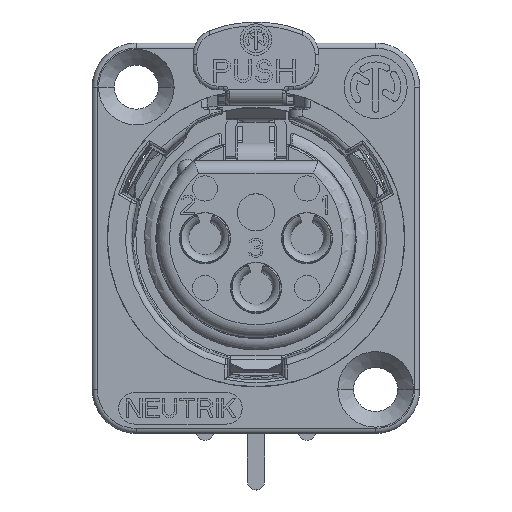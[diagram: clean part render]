
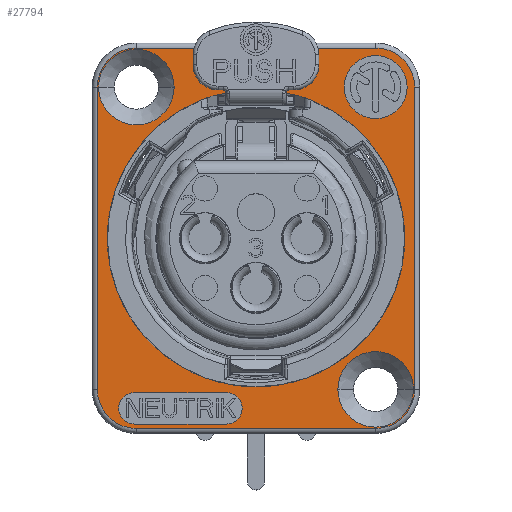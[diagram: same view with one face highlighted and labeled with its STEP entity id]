
A CAD part, top view. The second image highlights one B-rep face of the part: STEP entity #27794.
In plain terms, the highlighted planar face has unit normal (0, 0, 1).
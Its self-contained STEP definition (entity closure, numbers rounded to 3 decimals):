
#2523=CARTESIAN_POINT('',(-9.65,-13.5,0.));
#2524=DIRECTION('',(0.,0.,1.));
#2525=DIRECTION('',(0.,1.,0.));
#2526=AXIS2_PLACEMENT_3D('',#2523,#2524,#2525);
#2528=DIRECTION('',(1.,0.,0.));
#2529=VECTOR('',#2528,7.3);
#2530=CARTESIAN_POINT('',(-9.65,-14.75,0.));
#2531=LINE('',#2530,#2529);
#2532=CARTESIAN_POINT('',(-2.35,-13.5,0.));
#2533=DIRECTION('',(0.,0.,1.));
#2534=DIRECTION('',(0.,-1.,0.));
#2535=AXIS2_PLACEMENT_3D('',#2532,#2533,#2534);
#2537=DIRECTION('',(-1.,0.,0.));
#2538=VECTOR('',#2537,7.3);
#2539=CARTESIAN_POINT('',(-2.35,-12.25,0.));
#2540=LINE('',#2539,#2538);
#2541=CARTESIAN_POINT('',(9.5,12.,0.));
#2542=DIRECTION('',(0.,0.,1.));
#2543=DIRECTION('',(1.,0.,0.));
#2544=AXIS2_PLACEMENT_3D('',#2541,#2542,#2543);
#2546=CARTESIAN_POINT('',(9.5,12.,0.));
#2547=DIRECTION('',(0.,0.,1.));
#2548=DIRECTION('',(-1.,0.,0.));
#2549=AXIS2_PLACEMENT_3D('',#2546,#2547,#2548);
#2551=CARTESIAN_POINT('',(-9.5,12.,0.));
#2552=DIRECTION('',(0.,0.,1.));
#2553=DIRECTION('',(-1.,0.,0.));
#2554=AXIS2_PLACEMENT_3D('',#2551,#2552,#2553);
#2556=CARTESIAN_POINT('',(-9.5,12.,0.));
#2557=DIRECTION('',(0.,0.,1.));
#2558=DIRECTION('',(1.,0.,0.));
#2559=AXIS2_PLACEMENT_3D('',#2556,#2557,#2558);
#2561=CARTESIAN_POINT('',(9.5,-12.,0.));
#2562=DIRECTION('',(0.,0.,1.));
#2563=DIRECTION('',(-1.,0.,0.));
#2564=AXIS2_PLACEMENT_3D('',#2561,#2562,#2563);
#2566=CARTESIAN_POINT('',(9.5,-12.,0.));
#2567=DIRECTION('',(0.,0.,1.));
#2568=DIRECTION('',(1.,0.,0.));
#2569=AXIS2_PLACEMENT_3D('',#2566,#2567,#2568);
#2571=CARTESIAN_POINT('',(0.,0.,0.));
#2572=DIRECTION('',(0.,0.,1.));
#2573=DIRECTION('',(0.273,0.962,0.));
#2574=AXIS2_PLACEMENT_3D('',#2571,#2572,#2573);
#2576=CARTESIAN_POINT('',(9.5,12.,0.));
#2577=DIRECTION('',(0.,0.,1.));
#2578=DIRECTION('',(1.,0.,0.));
#2579=AXIS2_PLACEMENT_3D('',#2576,#2577,#2578);
#2581=DIRECTION('',(0.,1.,0.));
#2582=VECTOR('',#2581,24.);
#2583=CARTESIAN_POINT('',(12.6,-12.,0.));
#2584=LINE('',#2583,#2582);
#2585=CARTESIAN_POINT('',(9.5,-12.,0.));
#2586=DIRECTION('',(0.,0.,1.));
#2587=DIRECTION('',(0.,-1.,0.));
#2588=AXIS2_PLACEMENT_3D('',#2585,#2586,#2587);
#2590=DIRECTION('',(1.,0.,0.));
#2591=VECTOR('',#2590,19.);
#2592=CARTESIAN_POINT('',(-9.5,-15.1,0.));
#2593=LINE('',#2592,#2591);
#2594=CARTESIAN_POINT('',(-9.5,-12.,0.));
#2595=DIRECTION('',(0.,0.,1.));
#2596=DIRECTION('',(-1.,0.,0.));
#2597=AXIS2_PLACEMENT_3D('',#2594,#2595,#2596);
#2599=DIRECTION('',(0.,-1.,0.));
#2600=VECTOR('',#2599,24.);
#2601=CARTESIAN_POINT('',(-12.6,12.,0.));
#2602=LINE('',#2601,#2600);
#2603=CARTESIAN_POINT('',(-9.5,12.,0.));
#2604=DIRECTION('',(0.,0.,1.));
#2605=DIRECTION('',(0.,1.,0.));
#2606=AXIS2_PLACEMENT_3D('',#2603,#2604,#2605);
#2608=DIRECTION('',(-1.,0.,0.));
#2609=VECTOR('',#2608,19.);
#2610=CARTESIAN_POINT('',(9.5,15.1,0.));
#2611=LINE('',#2610,#2609);
#14365=CARTESIAN_POINT('',(0.,0.,0.));
#14366=DIRECTION('',(0.,0.,-1.));
#14367=DIRECTION('',(0.273,0.962,0.));
#14368=AXIS2_PLACEMENT_3D('',#14365,#14366,#14367);
#14370=CARTESIAN_POINT('',(-3.227,11.35,
0.));
#14407=CARTESIAN_POINT('',(3.227,11.35,
0.));
#19537=CARTESIAN_POINT('',(12.6,12.,0.));
#19538=CARTESIAN_POINT('',(9.5,15.1,0.));
#19539=VERTEX_POINT('',#19537);
#19540=VERTEX_POINT('',#19538);
#19545=CARTESIAN_POINT('',(-9.5,15.1,0.));
#19546=VERTEX_POINT('',#19545);
#19549=CARTESIAN_POINT('',(-12.6,12.,0.));
#19550=VERTEX_POINT('',#19549);
#19553=CARTESIAN_POINT('',(-12.6,-12.,0.));
#19554=VERTEX_POINT('',#19553);
#19557=CARTESIAN_POINT('',(-9.5,-15.1,0.));
#19558=VERTEX_POINT('',#19557);
#19561=CARTESIAN_POINT('',(9.5,-15.1,0.));
#19562=VERTEX_POINT('',#19561);
#19565=CARTESIAN_POINT('',(12.6,-12.,0.));
#19566=VERTEX_POINT('',#19565);
#19665=CARTESIAN_POINT('',(-9.65,-12.25,0.));
#19666=CARTESIAN_POINT('',(-9.65,-14.75,0.));
#19667=VERTEX_POINT('',#19665);
#19668=VERTEX_POINT('',#19666);
#19669=CARTESIAN_POINT('',(-2.35,-14.75,0.));
#19670=VERTEX_POINT('',#19669);
#19671=CARTESIAN_POINT('',(-2.35,-12.25,0.));
#19672=VERTEX_POINT('',#19671);
#21263=CARTESIAN_POINT('',(-12.5,12.,0.));
#21264=CARTESIAN_POINT('',(-6.5,12.,0.));
#21265=VERTEX_POINT('',#21263);
#21266=VERTEX_POINT('',#21264);
#21267=CARTESIAN_POINT('',(6.5,-12.,0.));
#21268=CARTESIAN_POINT('',(12.5,-12.,0.));
#21269=VERTEX_POINT('',#21267);
#21270=VERTEX_POINT('',#21268);
#21275=CARTESIAN_POINT('',(12.,12.,0.));
#21276=CARTESIAN_POINT('',(7.,12.,0.));
#21277=VERTEX_POINT('',#21275);
#21278=VERTEX_POINT('',#21276);
#21301=VERTEX_POINT('',#14370);
#21304=VERTEX_POINT('',#14407);
#27738=CARTESIAN_POINT('',(0.,0.,0.));
#27739=DIRECTION('',(0.,0.,1.));
#27740=DIRECTION('',(1.,0.,0.));
#27741=AXIS2_PLACEMENT_3D('',#27738,#27739,#27740);
#27742=PLANE('',#27741);
#27744=ORIENTED_EDGE('',*,*,#27743,.F.);
#27746=ORIENTED_EDGE('',*,*,#27745,.F.);
#27748=ORIENTED_EDGE('',*,*,#27747,.F.);
#27750=ORIENTED_EDGE('',*,*,#27749,.F.);
#27752=ORIENTED_EDGE('',*,*,#27751,.F.);
#27754=ORIENTED_EDGE('',*,*,#27753,.F.);
#27756=ORIENTED_EDGE('',*,*,#27755,.F.);
#27758=ORIENTED_EDGE('',*,*,#27757,.F.);
#27759=EDGE_LOOP('',(#27744,#27746,#27748,#27750,#27752,#27754,#27756,#27758));
#27760=FACE_OUTER_BOUND('',#27759,.F.);
#27762=ORIENTED_EDGE('',*,*,#27761,.T.);
#27764=ORIENTED_EDGE('',*,*,#27763,.T.);
#27765=EDGE_LOOP('',(#27762,#27764));
#27766=FACE_BOUND('',#27765,.F.);
#27768=ORIENTED_EDGE('',*,*,#27767,.T.);
#27770=ORIENTED_EDGE('',*,*,#27769,.T.);
#27771=EDGE_LOOP('',(#27768,#27770));
#27772=FACE_BOUND('',#27771,.F.);
#27774=ORIENTED_EDGE('',*,*,#27773,.T.);
#27776=ORIENTED_EDGE('',*,*,#27775,.T.);
#27777=EDGE_LOOP('',(#27774,#27776));
#27778=FACE_BOUND('',#27777,.F.);
#27780=ORIENTED_EDGE('',*,*,#27779,.F.);
#27781=ORIENTED_EDGE('',*,*,#27725,.T.);
#27782=EDGE_LOOP('',(#27780,#27781));
#27783=FACE_BOUND('',#27782,.F.);
#27785=ORIENTED_EDGE('',*,*,#27784,.T.);
#27787=ORIENTED_EDGE('',*,*,#27786,.T.);
#27789=ORIENTED_EDGE('',*,*,#27788,.T.);
#27791=ORIENTED_EDGE('',*,*,#27790,.T.);
#27792=EDGE_LOOP('',(#27785,#27787,#27789,#27791));
#27793=FACE_BOUND('',#27792,.F.);
#2527=CIRCLE('',#2526,1.25);
#2536=CIRCLE('',#2535,1.25);
#2545=CIRCLE('',#2544,2.5);
#2550=CIRCLE('',#2549,2.5);
#2555=CIRCLE('',#2554,3.);
#2560=CIRCLE('',#2559,3.);
#2565=CIRCLE('',#2564,3.);
#2570=CIRCLE('',#2569,3.);
#2575=CIRCLE('',#2574,11.8);
#2580=CIRCLE('',#2579,3.1);
#2589=CIRCLE('',#2588,3.1);
#2598=CIRCLE('',#2597,3.1);
#2607=CIRCLE('',#2606,3.1);
#14369=CIRCLE('',#14368,11.8);
#27725=EDGE_CURVE('',#21304,#21301,#2575,.T.);
#27743=EDGE_CURVE('',#19539,#19540,#2580,.T.);
#27745=EDGE_CURVE('',#19566,#19539,#2584,.T.);
#27747=EDGE_CURVE('',#19562,#19566,#2589,.T.);
#27749=EDGE_CURVE('',#19558,#19562,#2593,.T.);
#27751=EDGE_CURVE('',#19554,#19558,#2598,.T.);
#27753=EDGE_CURVE('',#19550,#19554,#2602,.T.);
#27755=EDGE_CURVE('',#19546,#19550,#2607,.T.);
#27757=EDGE_CURVE('',#19540,#19546,#2611,.T.);
#27761=EDGE_CURVE('',#21277,#21278,#2545,.T.);
#27763=EDGE_CURVE('',#21278,#21277,#2550,.T.);
#27767=EDGE_CURVE('',#21265,#21266,#2555,.T.);
#27769=EDGE_CURVE('',#21266,#21265,#2560,.T.);
#27773=EDGE_CURVE('',#21269,#21270,#2565,.T.);
#27775=EDGE_CURVE('',#21270,#21269,#2570,.T.);
#27779=EDGE_CURVE('',#21304,#21301,#14369,.T.);
#27784=EDGE_CURVE('',#19667,#19668,#2527,.T.);
#27786=EDGE_CURVE('',#19668,#19670,#2531,.T.);
#27788=EDGE_CURVE('',#19670,#19672,#2536,.T.);
#27790=EDGE_CURVE('',#19672,#19667,#2540,.T.);
#27794=ADVANCED_FACE('',(#27760,#27766,#27772,#27778,#27783,#27793),#27742,.T.);
